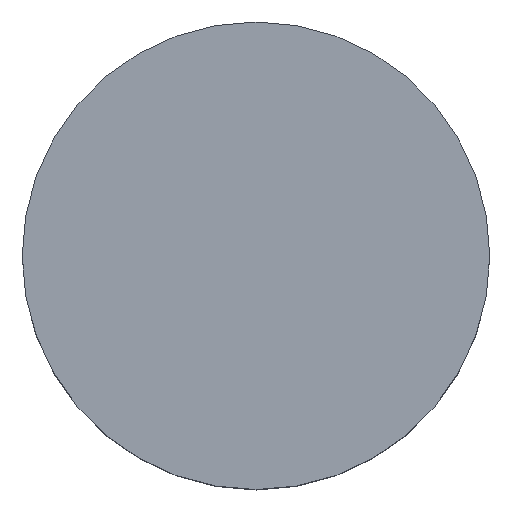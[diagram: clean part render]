
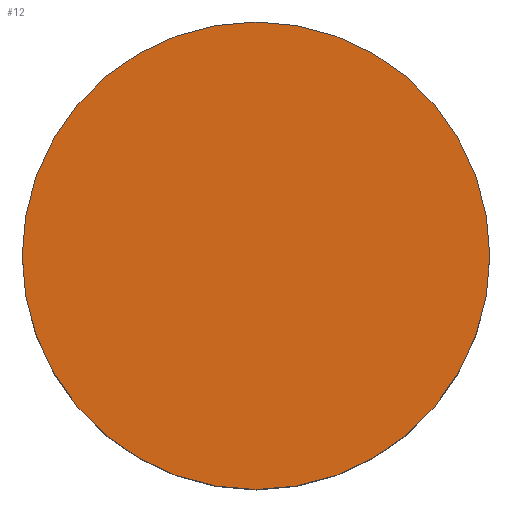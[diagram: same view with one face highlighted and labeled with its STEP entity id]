
A CAD part, top view. The second image highlights one B-rep face of the part: STEP entity #12.
In plain terms, the highlighted planar face has unit normal (0, 0, 1).
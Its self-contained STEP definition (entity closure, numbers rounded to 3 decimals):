
#7 = DIRECTION ( 'NONE',  ( 0., 0., 1. ) ) ;
#12 = ADVANCED_FACE ( 'NONE', ( #56 ), #55, .T. ) ;
#16 = DIRECTION ( 'NONE',  ( -1., 0., 0. ) ) ;
#29 = ORIENTED_EDGE ( 'NONE', *, *, #168, .T. ) ;
#41 = AXIS2_PLACEMENT_3D ( 'NONE', #107, #67, #161 ) ;
#42 = CARTESIAN_POINT ( 'NONE',  ( -101.5, -55., 266.5 ) ) ;
#46 = CIRCLE ( 'NONE', #100, 5. ) ;
#55 = PLANE ( 'NONE',  #41 ) ;
#56 = FACE_OUTER_BOUND ( 'NONE', #160, .T. ) ;
#59 = CARTESIAN_POINT ( 'NONE',  ( -91.5, -55., 266.5 ) ) ;
#67 = DIRECTION ( 'NONE',  ( 0., 0., 1. ) ) ;
#68 = CARTESIAN_POINT ( 'NONE',  ( -96.5, -55., 266.5 ) ) ;
#86 = AXIS2_PLACEMENT_3D ( 'NONE', #68, #174, #96 ) ;
#96 = DIRECTION ( 'NONE',  ( -1., 0., 0. ) ) ;
#100 = AXIS2_PLACEMENT_3D ( 'NONE', #124, #7, #16 ) ;
#107 = CARTESIAN_POINT ( 'NONE',  ( -105.56, -62.4, 266.5 ) ) ;
#118 = ORIENTED_EDGE ( 'NONE', *, *, #162, .T. ) ;
#124 = CARTESIAN_POINT ( 'NONE',  ( -96.5, -55., 266.5 ) ) ;
#140 = CIRCLE ( 'NONE', #86, 5. ) ;
#145 = VERTEX_POINT ( 'NONE', #42 ) ;
#155 = VERTEX_POINT ( 'NONE', #59 ) ;
#160 = EDGE_LOOP ( 'NONE', ( #118, #29 ) ) ;
#161 = DIRECTION ( 'NONE',  ( 1., 0., 0. ) ) ;
#162 = EDGE_CURVE ( 'NONE', #145, #155, #46, .T. ) ;
#168 = EDGE_CURVE ( 'NONE', #155, #145, #140, .T. ) ;
#174 = DIRECTION ( 'NONE',  ( 0., 0., 1. ) ) ;
